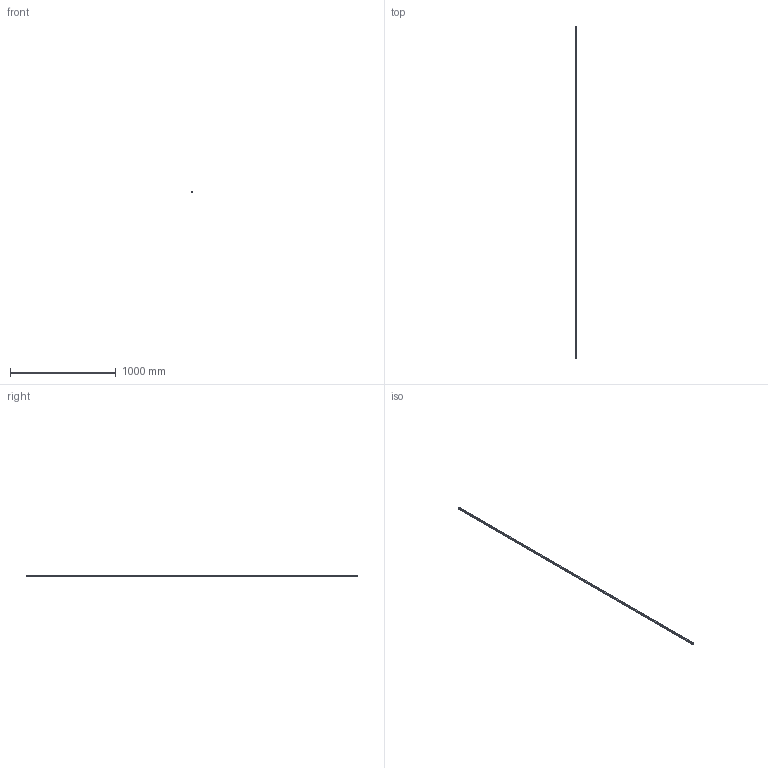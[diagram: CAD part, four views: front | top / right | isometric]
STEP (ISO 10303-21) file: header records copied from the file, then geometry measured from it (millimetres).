
FILE_DESCRIPTION(('STEP AP214'),'1');
FILE_NAME('cctmp_E4AB21C7-03A4-429B-8D32-6DFFD2E612DD_2021_02_02_11_54_17_0647..stp','2021-02-02T10:54:17',('HIWIN GmbH'),('CADClick - www.CADClick.com'),'Spatial InterOp 3D',' ','unknown authorization');
FILE_SCHEMA(('AUTOMOTIVE_DESIGN'));
Length unit declared in the file: millimetre
Products named in the file (1): EGR15U3140C_FILE
Bounding box: 15 x 3140 x 12.5 mm (x, y, z)
Volume: 499990.3 mm3; surface area: 191370.8 mm2
Topology: 1 solids, 1 shells, 633 faces, 1563 edges, 1042 vertices
Faces by surface type: cylinder 336, plane 297
Entity records: 24289 total; most frequent: DIRECTION 3715, CARTESIAN_POINT 3239, ORIENTED_EDGE 3126, EDGE_CURVE 1563, AXIS2_PLACEMENT_3D 1518, VERTEX_POINT 1042, EDGE_LOOP 743, LINE 679
